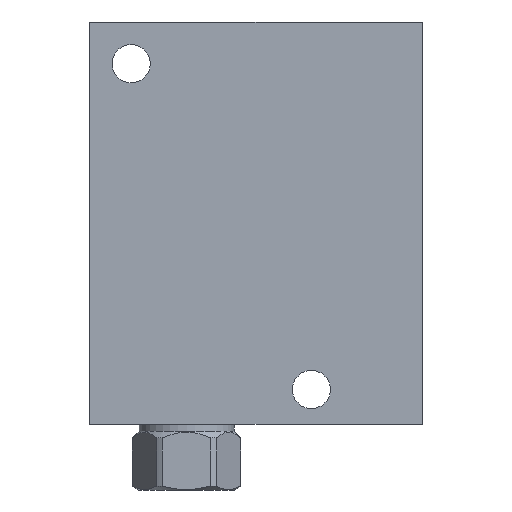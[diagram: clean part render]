
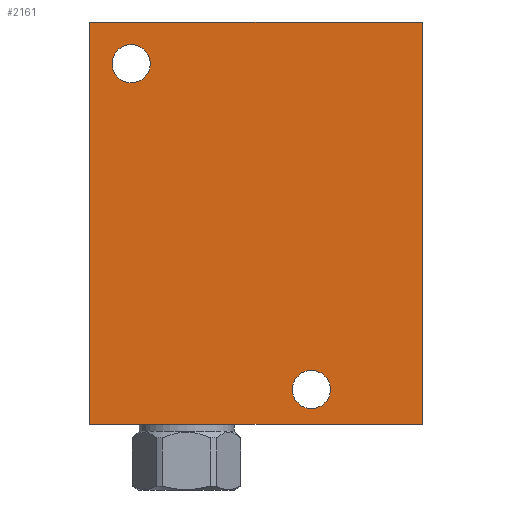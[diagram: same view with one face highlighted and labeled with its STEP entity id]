
A CAD part, front view. The second image highlights one B-rep face of the part: STEP entity #2161.
In plain terms, the highlighted planar face has unit normal (0, -1, 0).
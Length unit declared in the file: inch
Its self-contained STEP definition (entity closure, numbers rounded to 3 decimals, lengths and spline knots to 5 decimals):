
#5=DIRECTION('',(1.,0.,0.));
#6=VECTOR('',#5,3.);
#7=CARTESIAN_POINT('',(0.,-2.,0.));
#8=LINE('',#7,#6);
#75=DIRECTION('',(0.,0.,1.));
#76=VECTOR('',#75,3.625);
#77=CARTESIAN_POINT('',(3.,-2.,0.));
#78=LINE('',#77,#76);
#99=DIRECTION('',(0.,0.,1.));
#100=VECTOR('',#99,3.625);
#101=CARTESIAN_POINT('',(0.,-2.,0.));
#102=LINE('',#101,#100);
#103=CARTESIAN_POINT('',(0.375,-2.,3.25));
#104=DIRECTION('',(0.,-1.,0.));
#105=DIRECTION('',(-1.,0.,0.));
#106=AXIS2_PLACEMENT_3D('',#103,#104,#105);
#108=CARTESIAN_POINT('',(0.375,-2.,3.25));
#109=DIRECTION('',(0.,-1.,0.));
#110=DIRECTION('',(1.,0.,0.));
#111=AXIS2_PLACEMENT_3D('',#108,#109,#110);
#113=CARTESIAN_POINT('',(2.,-2.,0.312));
#114=DIRECTION('',(0.,-1.,0.));
#115=DIRECTION('',(-1.,0.,0.));
#116=AXIS2_PLACEMENT_3D('',#113,#114,#115);
#118=CARTESIAN_POINT('',(2.,-2.,0.312));
#119=DIRECTION('',(0.,-1.,0.));
#120=DIRECTION('',(1.,0.,0.));
#121=AXIS2_PLACEMENT_3D('',#118,#119,#120);
#135=DIRECTION('',(1.,0.,0.));
#136=VECTOR('',#135,3.);
#137=CARTESIAN_POINT('',(0.,-2.,3.625));
#138=LINE('',#137,#136);
#1773=CARTESIAN_POINT('',(0.,-2.,0.));
#1775=VERTEX_POINT('',#1773);
#1776=CARTESIAN_POINT('',(3.,-2.,0.));
#1777=VERTEX_POINT('',#1776);
#1781=CARTESIAN_POINT('',(0.,-2.,3.625));
#1783=VERTEX_POINT('',#1781);
#1784=CARTESIAN_POINT('',(3.,-2.,3.625));
#1785=VERTEX_POINT('',#1784);
#1932=CARTESIAN_POINT('',(0.203,-2.,3.25));
#1933=CARTESIAN_POINT('',(0.547,-2.,3.25));
#1934=VERTEX_POINT('',#1932);
#1935=VERTEX_POINT('',#1933);
#1940=CARTESIAN_POINT('',(1.828,-2.,0.312));
#1941=CARTESIAN_POINT('',(2.172,-2.,0.312));
#1942=VERTEX_POINT('',#1940);
#1943=VERTEX_POINT('',#1941);
#2137=CARTESIAN_POINT('',(0.,-2.,0.));
#2138=DIRECTION('',(0.,-1.,0.));
#2139=DIRECTION('',(1.,0.,0.));
#2140=AXIS2_PLACEMENT_3D('',#2137,#2138,#2139);
#2141=PLANE('',#2140);
#2142=ORIENTED_EDGE('',*,*,#2043,.F.);
#2143=ORIENTED_EDGE('',*,*,#2068,.T.);
#2145=ORIENTED_EDGE('',*,*,#2144,.T.);
#2146=ORIENTED_EDGE('',*,*,#2117,.F.);
#2147=EDGE_LOOP('',(#2142,#2143,#2145,#2146));
#2148=FACE_OUTER_BOUND('',#2147,.F.);
#2150=ORIENTED_EDGE('',*,*,#2149,.T.);
#2152=ORIENTED_EDGE('',*,*,#2151,.T.);
#2153=EDGE_LOOP('',(#2150,#2152));
#2154=FACE_BOUND('',#2153,.F.);
#2156=ORIENTED_EDGE('',*,*,#2155,.T.);
#2158=ORIENTED_EDGE('',*,*,#2157,.T.);
#2159=EDGE_LOOP('',(#2156,#2158));
#2160=FACE_BOUND('',#2159,.F.);
#2161=ADVANCED_FACE('',(#2148,#2154,#2160),#2141,.T.);
#107=CIRCLE('',#106,0.172);
#112=CIRCLE('',#111,0.172);
#117=CIRCLE('',#116,0.172);
#122=CIRCLE('',#121,0.172);
#2043=EDGE_CURVE('',#1775,#1777,#8,.T.);
#2068=EDGE_CURVE('',#1775,#1783,#102,.T.);
#2117=EDGE_CURVE('',#1777,#1785,#78,.T.);
#2144=EDGE_CURVE('',#1783,#1785,#138,.T.);
#2149=EDGE_CURVE('',#1934,#1935,#107,.T.);
#2151=EDGE_CURVE('',#1935,#1934,#112,.T.);
#2155=EDGE_CURVE('',#1942,#1943,#117,.T.);
#2157=EDGE_CURVE('',#1943,#1942,#122,.T.);
